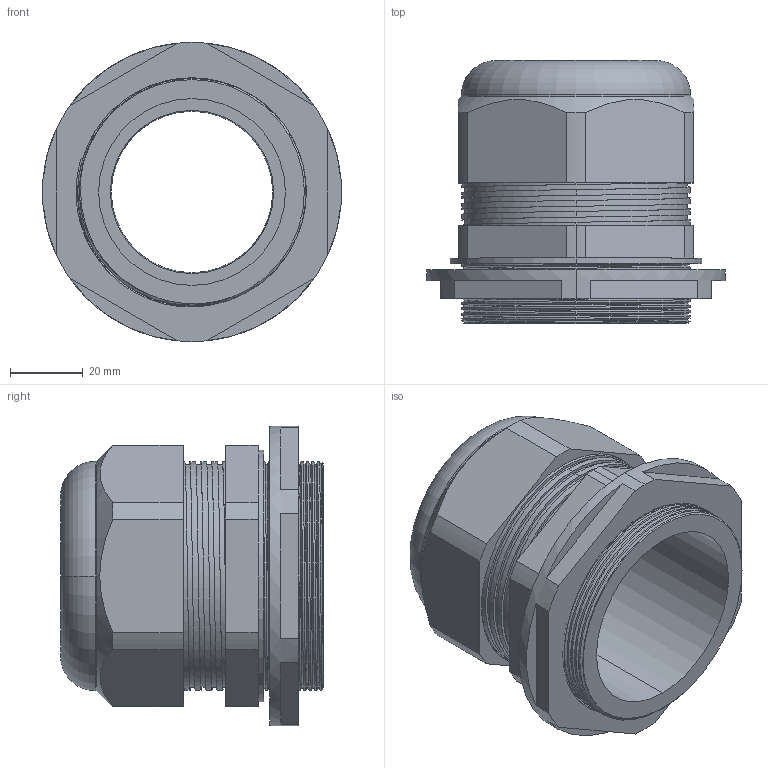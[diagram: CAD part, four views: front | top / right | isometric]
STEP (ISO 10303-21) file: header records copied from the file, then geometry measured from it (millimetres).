
FILE_DESCRIPTION (( 'STEP AP203' ), '1' );
FILE_NAME ('BM-ENX-17-W.step', '2016-02-11T13:26:02', ( '' ), ( '' ), 'SwSTEP 2.0', 'SolidWorks 2015', '' );
FILE_SCHEMA (( 'CONFIG_CONTROL_DESIGN' ));
Length unit declared in the file: millimetre
Products named in the file (1): BM-ENX-17-W
Bounding box: 82.5 x 72.5 x 82.5 mm (x, y, z)
Volume: 104138.7 mm3; surface area: 66731.5 mm2
Topology: 5 solids, 5 shells, 259 faces, 732 edges, 486 vertices
Faces by surface type: plane 139, cylinder 99, bspline 10, cone 7, torus 4
Entity records: 13629 total; most frequent: CARTESIAN_POINT 7112, ORIENTED_EDGE 1464, DIRECTION 1277, EDGE_CURVE 732, VERTEX_POINT 486, AXIS2_PLACEMENT_3D 459, VECTOR 359, LINE 359
